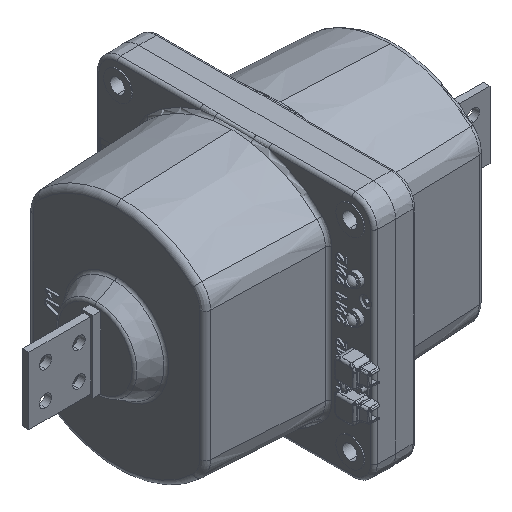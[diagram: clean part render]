
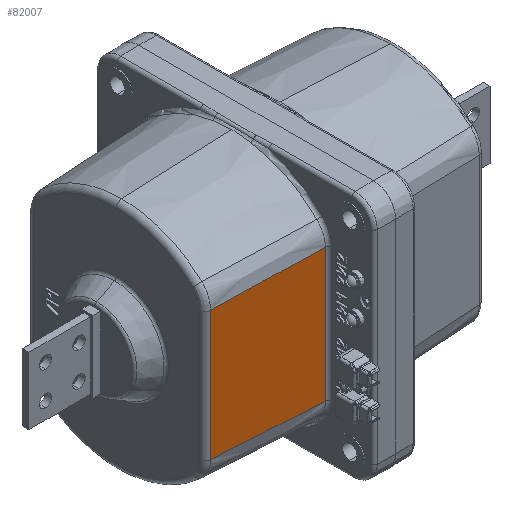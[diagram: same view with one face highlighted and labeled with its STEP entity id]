
A CAD part, isometric view. The second image highlights one B-rep face of the part: STEP entity #82007.
In plain terms, the highlighted planar face has unit normal (-0.044, -0.999, 0).
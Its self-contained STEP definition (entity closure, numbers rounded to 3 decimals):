
#7014 = ORIENTED_EDGE ( 'NONE', *, *, #11266, .T. ) ;
#7015 = ORIENTED_EDGE ( 'NONE', *, *, #11264, .T. ) ;
#7016 = ORIENTED_EDGE ( 'NONE', *, *, #11257, .T. ) ;
#7017 = ORIENTED_EDGE ( 'NONE', *, *, #11268, .T. ) ;
#11257 = EDGE_CURVE ( 'NONE', #76243, #76244, #75751, .T. ) ;
#11264 = EDGE_CURVE ( 'NONE', #76242, #76243, #73788, .T. ) ;
#11266 = EDGE_CURVE ( 'NONE', #76241, #76242, #75754, .T. ) ;
#11268 = EDGE_CURVE ( 'NONE', #76244, #76241, #73781, .T. ) ;
#11506 = FACE_OUTER_BOUND ( 'NONE', #30364, .T. ) ;
#16695 = AXIS2_PLACEMENT_3D ( 'NONE', #52789, #52796, #52797 ) ;
#30364 = EDGE_LOOP ( 'NONE', ( #7014, #7015, #7016, #7017 ) ) ;
#52789 = CARTESIAN_POINT ( 'NONE',  ( 1., -84., -69.462 ) ) ;
#52793 = PLANE ( 'NONE',  #16695 ) ;
#52796 = DIRECTION ( 'NONE',  ( -0.044, -0.999, 0. ) ) ;
#52797 = DIRECTION ( 'NONE',  ( 0.999, -0.044, 0. ) ) ;
#73755 = VECTOR ( 'NONE', #88547, 1000. ) ;
#73781 = LINE ( 'NONE', #88559, #73785 ) ;
#73785 = VECTOR ( 'NONE', #88561, 1000. ) ;
#73788 = LINE ( 'NONE', #88538, #73755 ) ;
#75751 = B_SPLINE_CURVE_WITH_KNOTS ( 'NONE', 3,
 ( #88507, #88518, #88520, #88522 ),
 .UNSPECIFIED., .F., .F.,
 ( 4, 4 ),
 ( 0.005, 0.103 ),
 .UNSPECIFIED. ) ;
#75754 = B_SPLINE_CURVE_WITH_KNOTS ( 'NONE', 3,
 ( #88514, #88552, #88554, #88556 ),
 .UNSPECIFIED., .F., .F.,
 ( 4, 4 ),
 ( 0.003, 0.101 ),
 .UNSPECIFIED. ) ;
#76241 = VERTEX_POINT ( 'NONE', #119094 ) ;
#76242 = VERTEX_POINT ( 'NONE', #119096 ) ;
#76243 = VERTEX_POINT ( 'NONE', #119098 ) ;
#76244 = VERTEX_POINT ( 'NONE', #119099 ) ;
#82007 = ADVANCED_FACE ( 'NONE', ( #11506 ), #52793, .T. ) ;
#88507 = CARTESIAN_POINT ( 'NONE',  ( -100.218, -79.581, -57.924 ) ) ;
#88514 = CARTESIAN_POINT ( 'NONE',  ( -1.869, -83.875, 59.749 ) ) ;
#88518 = CARTESIAN_POINT ( 'NONE',  ( -67.435, -81.012, -58.542 ) ) ;
#88520 = CARTESIAN_POINT ( 'NONE',  ( -34.652, -82.443, -59.15 ) ) ;
#88522 = CARTESIAN_POINT ( 'NONE',  ( -1.869, -83.875, -59.749 ) ) ;
#88538 = CARTESIAN_POINT ( 'NONE',  ( -100.218, -79.581, -57.834 ) ) ;
#88547 = DIRECTION ( 'NONE',  ( 0., 0., -1. ) ) ;
#88552 = CARTESIAN_POINT ( 'NONE',  ( -34.652, -82.443, 59.15 ) ) ;
#88554 = CARTESIAN_POINT ( 'NONE',  ( -67.435, -81.012, 58.542 ) ) ;
#88556 = CARTESIAN_POINT ( 'NONE',  ( -100.218, -79.581, 57.924 ) ) ;
#88559 = CARTESIAN_POINT ( 'NONE',  ( -1.869, -83.875, -69.462 ) ) ;
#88561 = DIRECTION ( 'NONE',  ( 0., 0., 1. ) ) ;
#119094 = CARTESIAN_POINT ( 'NONE',  ( -1.869, -83.875, 59.749 ) ) ;
#119096 = CARTESIAN_POINT ( 'NONE',  ( -100.218, -79.581, 57.924 ) ) ;
#119098 = CARTESIAN_POINT ( 'NONE',  ( -100.218, -79.581, -57.924 ) ) ;
#119099 = CARTESIAN_POINT ( 'NONE',  ( -1.869, -83.875, -59.749 ) ) ;
